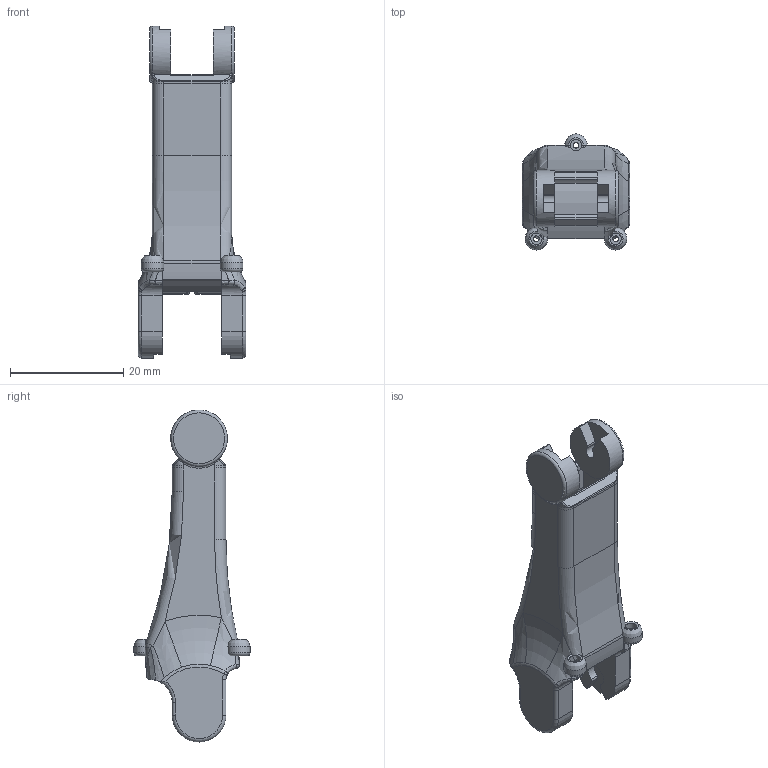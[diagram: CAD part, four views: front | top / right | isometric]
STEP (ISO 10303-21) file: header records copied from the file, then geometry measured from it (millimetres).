
FILE_DESCRIPTION(/* description */ (''),/* implementation_level */ '2;1');
FILE_NAME(/* name */ 'Proximal Phalanx II.step',/* time_stamp */ '2022-08-07T18:08:30+01:00',/* author */ (''),/* organization */ (''),/* preprocessor_version */ 'ST-DEVELOPER v18.1',/* originating_system */ 'Autodesk Translation Framework v10.10.0.1391',/* authorisation */ '');
FILE_SCHEMA (('AUTOMOTIVE_DESIGN { 1 0 10303 214 3 1 1 }'));
Length unit declared in the file: millimetre
Products named in the file (1): Proximal Phalanx II
Bounding box: 19 x 20.5 x 58.65 mm (x, y, z)
Volume: 5298.3 mm3; surface area: 4783.3 mm2
Topology: 3 solids, 3 shells, 211 faces, 538 edges, 332 vertices
Faces by surface type: cylinder 75, bspline 54, plane 46, torus 32, sphere 4
Full cylindrical faces by diameter (mm): 1 x3, 2 x3, 4 x2
Entity records: 8122 total; most frequent: CARTESIAN_POINT 3191, ORIENTED_EDGE 1076, DIRECTION 967, EDGE_CURVE 538, AXIS2_PLACEMENT_3D 409, VERTEX_POINT 332, CIRCLE 251, EDGE_LOOP 216
